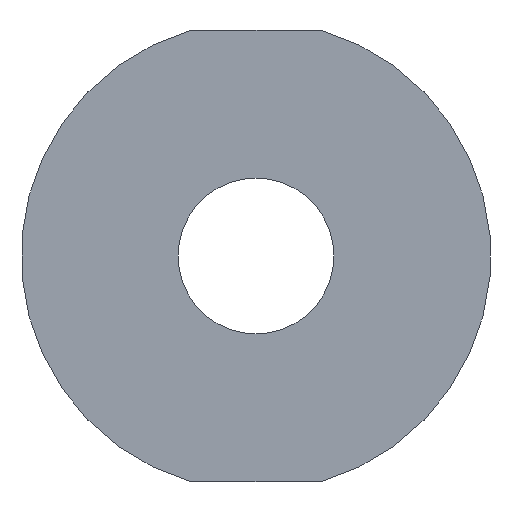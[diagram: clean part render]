
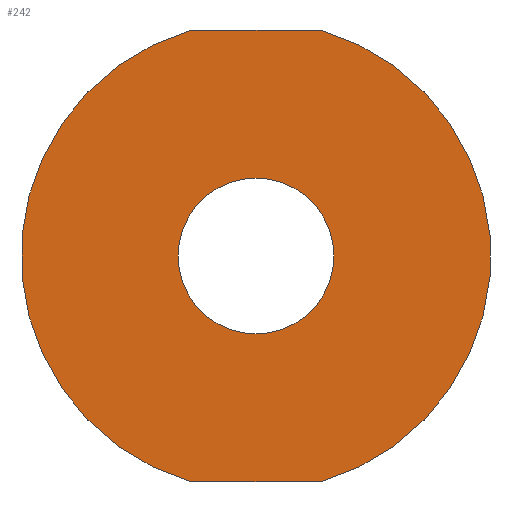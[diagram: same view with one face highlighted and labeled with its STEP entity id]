
A CAD part, front view. The second image highlights one B-rep face of the part: STEP entity #242.
In plain terms, the highlighted planar face has unit normal (0, -1, 0).
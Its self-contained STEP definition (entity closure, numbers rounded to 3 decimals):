
#18 = EDGE_CURVE ( 'NONE', #516, #283, #424, .T. ) ;
#27 = CARTESIAN_POINT ( 'NONE',  ( 3.528, -3.8, 12.2 ) ) ;
#30 = CIRCLE ( 'NONE', #83, 12.7 ) ;
#44 = AXIS2_PLACEMENT_3D ( 'NONE', #306, #336, #212 ) ;
#49 = EDGE_LOOP ( 'NONE', ( #232, #262, #372, #117 ) ) ;
#63 = ORIENTED_EDGE ( 'NONE', *, *, #341, .T. ) ;
#78 = CARTESIAN_POINT ( 'NONE',  ( 0., -3.8, 0. ) ) ;
#83 = AXIS2_PLACEMENT_3D ( 'NONE', #513, #266, #155 ) ;
#104 = CIRCLE ( 'NONE', #490, 12.7 ) ;
#117 = ORIENTED_EDGE ( 'NONE', *, *, #18, .F. ) ;
#122 = CIRCLE ( 'NONE', #259, 4.216 ) ;
#129 = VERTEX_POINT ( 'NONE', #494 ) ;
#144 = CARTESIAN_POINT ( 'NONE',  ( 0., -3.8, 4.216 ) ) ;
#148 = CARTESIAN_POINT ( 'NONE',  ( 0., -3.8, 0. ) ) ;
#153 = DIRECTION ( 'NONE',  ( 0., 0., 1. ) ) ;
#155 = DIRECTION ( 'NONE',  ( 0., 0., 1. ) ) ;
#157 = CIRCLE ( 'NONE', #379, 4.216 ) ;
#161 = EDGE_CURVE ( 'NONE', #254, #404, #440, .T. ) ;
#167 = EDGE_CURVE ( 'NONE', #329, #129, #157, .T. ) ;
#188 = DIRECTION ( 'NONE',  ( 0., 1., 0. ) ) ;
#212 = DIRECTION ( 'NONE',  ( 0., 0., 1. ) ) ;
#219 = CARTESIAN_POINT ( 'NONE',  ( 0., -3.8, 0. ) ) ;
#232 = ORIENTED_EDGE ( 'NONE', *, *, #356, .F. ) ;
#242 = ADVANCED_FACE ( 'NONE', ( #323, #403 ), #418, .F. ) ;
#250 = VECTOR ( 'NONE', #402, 1000. ) ;
#251 = ORIENTED_EDGE ( 'NONE', *, *, #167, .T. ) ;
#253 = DIRECTION ( 'NONE',  ( 0., 0., 1. ) ) ;
#254 = VERTEX_POINT ( 'NONE', #378 ) ;
#256 = CARTESIAN_POINT ( 'NONE',  ( -3.528, -3.8, 12.2 ) ) ;
#259 = AXIS2_PLACEMENT_3D ( 'NONE', #148, #314, #352 ) ;
#262 = ORIENTED_EDGE ( 'NONE', *, *, #161, .F. ) ;
#266 = DIRECTION ( 'NONE',  ( 0., 1., 0. ) ) ;
#273 = CARTESIAN_POINT ( 'NONE',  ( 3.528, -3.8, -12.2 ) ) ;
#283 = VERTEX_POINT ( 'NONE', #300 ) ;
#300 = CARTESIAN_POINT ( 'NONE',  ( -3.528, -3.8, -12.2 ) ) ;
#306 = CARTESIAN_POINT ( 'NONE',  ( 0., -3.8, 0. ) ) ;
#314 = DIRECTION ( 'NONE',  ( 0., 1., 0. ) ) ;
#322 = EDGE_CURVE ( 'NONE', #283, #254, #104, .T. ) ;
#323 = FACE_BOUND ( 'NONE', #425, .T. ) ;
#327 = CARTESIAN_POINT ( 'NONE',  ( -3.528, -3.8, -12.2 ) ) ;
#329 = VERTEX_POINT ( 'NONE', #144 ) ;
#336 = DIRECTION ( 'NONE',  ( 0., 1., 0. ) ) ;
#341 = EDGE_CURVE ( 'NONE', #129, #329, #122, .T. ) ;
#345 = DIRECTION ( 'NONE',  ( 0., 1., 0. ) ) ;
#352 = DIRECTION ( 'NONE',  ( 0., 0., 1. ) ) ;
#356 = EDGE_CURVE ( 'NONE', #404, #516, #30, .T. ) ;
#372 = ORIENTED_EDGE ( 'NONE', *, *, #322, .F. ) ;
#378 = CARTESIAN_POINT ( 'NONE',  ( -3.528, -3.8, 12.2 ) ) ;
#379 = AXIS2_PLACEMENT_3D ( 'NONE', #219, #345, #253 ) ;
#402 = DIRECTION ( 'NONE',  ( -1., 0., 0. ) ) ;
#403 = FACE_OUTER_BOUND ( 'NONE', #49, .T. ) ;
#404 = VERTEX_POINT ( 'NONE', #27 ) ;
#418 = PLANE ( 'NONE',  #44 ) ;
#424 = LINE ( 'NONE', #327, #250 ) ;
#425 = EDGE_LOOP ( 'NONE', ( #251, #63 ) ) ;
#440 = LINE ( 'NONE', #256, #488 ) ;
#461 = DIRECTION ( 'NONE',  ( 1., 0., 0. ) ) ;
#488 = VECTOR ( 'NONE', #461, 1000. ) ;
#490 = AXIS2_PLACEMENT_3D ( 'NONE', #78, #188, #153 ) ;
#494 = CARTESIAN_POINT ( 'NONE',  ( 0., -3.8, -4.216 ) ) ;
#513 = CARTESIAN_POINT ( 'NONE',  ( 0., -3.8, 0. ) ) ;
#516 = VERTEX_POINT ( 'NONE', #273 ) ;
